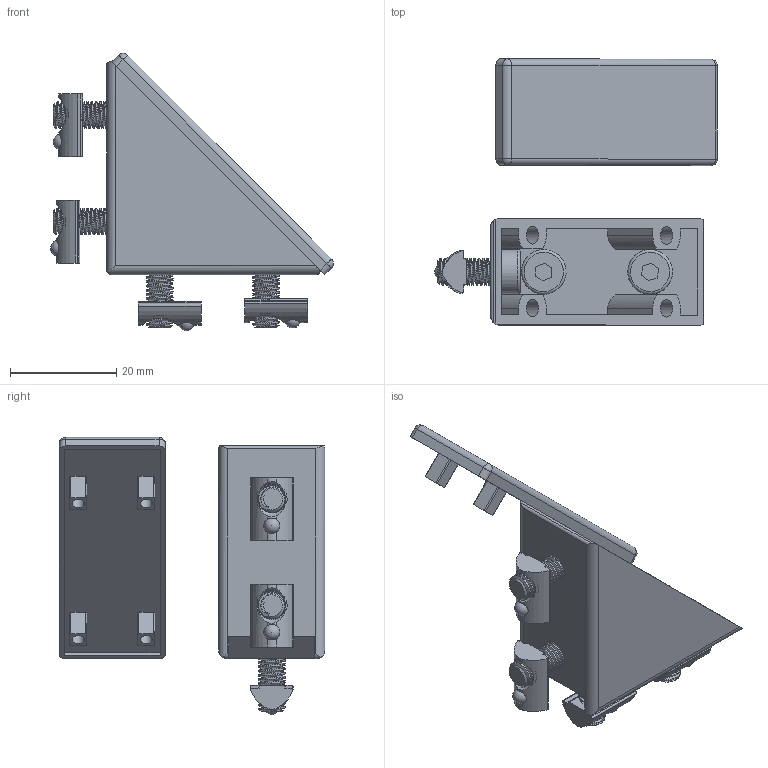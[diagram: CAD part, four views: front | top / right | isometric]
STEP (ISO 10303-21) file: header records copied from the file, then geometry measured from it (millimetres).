
FILE_DESCRIPTION(/* description */ (''),/* implementation_level */ '2;1');
FILE_NAME(/* name */ 'S205WS40.stp',/* time_stamp */ '2014-06-30T09:17:53+02:00',/* author */ ('Buero_44'),/* organization */ (''),/* preprocessor_version */ 'ST-DEVELOPER v15.2',/* originating_system */ 'Autodesk Inventor 2014',/* authorisation */ '');
FILE_SCHEMA (('AUTOMOTIVE_DESIGN { 1 0 10303 214 3 1 1 }'));
Length unit declared in the file: millimetre
Products named in the file (5): S205W40; S205WAK40; Zylinderschraube DIN 912 M512x16; S205NSMS5; S205WS40
Bounding box: 53.14 x 50 x 52.12 mm (x, y, z)
Volume: 11191.6 mm3; surface area: 13651.9 mm2
Topology: 10 solids, 10 shells, 310 faces, 836 edges, 548 vertices
Faces by surface type: plane 154, cylinder 104, bspline 24, sphere 16, cone 8, torus 4
Full cylindrical faces by diameter (mm): 2.27 x3, 2.271 x1, 3.3 x4, 5.3 x4, 8.4 x4
Entity records: 7565 total; most frequent: CARTESIAN_POINT 3284, DIRECTION 866, ORIENTED_EDGE 842, EDGE_CURVE 421, AXIS2_PLACEMENT_3D 307, VERTEX_POINT 285, LINE 252, VECTOR 252
